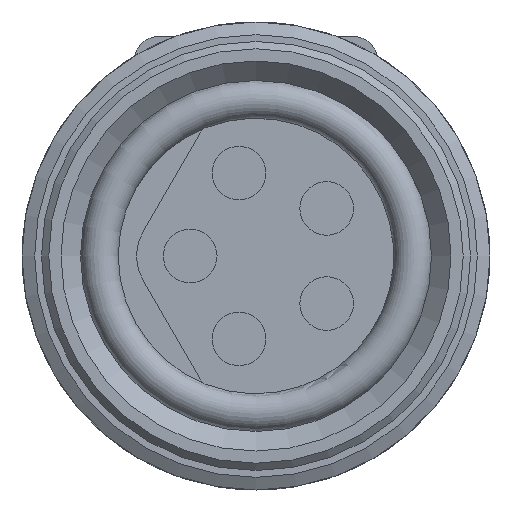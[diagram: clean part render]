
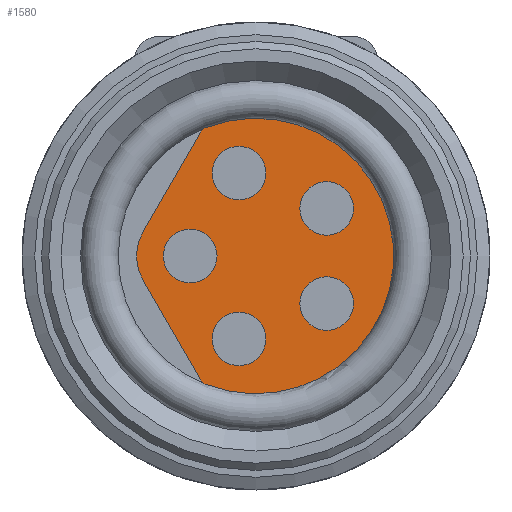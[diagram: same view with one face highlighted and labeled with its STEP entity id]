
A CAD part, front view. The second image highlights one B-rep face of the part: STEP entity #1580.
In plain terms, the highlighted planar face has unit normal (0, -1, 0).
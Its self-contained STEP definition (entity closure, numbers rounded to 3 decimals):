
#637=LINE('',#9979,#985);
#642=LINE('',#9993,#990);
#985=VECTOR('',#7220,1.);
#990=VECTOR('',#7233,1.);
#1311=PLANE('',#5964);
#1580=ADVANCED_FACE('',(#1950,#1951,#1952,#1953,#1954,#1955),#1311,.F.);
#1950=FACE_BOUND('',#2299,.T.);
#1951=FACE_BOUND('',#2300,.T.);
#1952=FACE_BOUND('',#2301,.T.);
#1953=FACE_BOUND('',#2302,.T.);
#1954=FACE_BOUND('',#2303,.T.);
#1955=FACE_BOUND('',#2304,.T.);
#2299=EDGE_LOOP('',(#3440));
#2300=EDGE_LOOP('',(#3441));
#2301=EDGE_LOOP('',(#3442));
#2302=EDGE_LOOP('',(#3443));
#2303=EDGE_LOOP('',(#3444));
#2304=EDGE_LOOP('',(#3445,#3446,#3447,#3448,#3449,#3450));
#3440=ORIENTED_EDGE('',*,*,#4987,.F.);
#3441=ORIENTED_EDGE('',*,*,#4986,.F.);
#3442=ORIENTED_EDGE('',*,*,#4985,.F.);
#3443=ORIENTED_EDGE('',*,*,#4984,.F.);
#3444=ORIENTED_EDGE('',*,*,#4983,.F.);
#3445=ORIENTED_EDGE('',*,*,#4997,.T.);
#3446=ORIENTED_EDGE('',*,*,#4998,.T.);
#3447=ORIENTED_EDGE('',*,*,#4999,.F.);
#3448=ORIENTED_EDGE('',*,*,#5000,.T.);
#3449=ORIENTED_EDGE('',*,*,#4990,.T.);
#3450=ORIENTED_EDGE('',*,*,#4994,.T.);
#4308=VERTEX_POINT('',#9960);
#4309=VERTEX_POINT('',#9963);
#4310=VERTEX_POINT('',#9966);
#4311=VERTEX_POINT('',#9969);
#4312=VERTEX_POINT('',#9972);
#4315=VERTEX_POINT('',#9978);
#4316=VERTEX_POINT('',#9980);
#4318=VERTEX_POINT('',#9986);
#4320=VERTEX_POINT('',#9992);
#4321=VERTEX_POINT('',#9996);
#4322=VERTEX_POINT('',#9998);
#4983=EDGE_CURVE('',#4308,#4308,#5446,.T.);
#4984=EDGE_CURVE('',#4309,#4309,#5447,.T.);
#4985=EDGE_CURVE('',#4310,#4310,#5448,.T.);
#4986=EDGE_CURVE('',#4311,#4311,#5449,.T.);
#4987=EDGE_CURVE('',#4312,#4312,#5450,.T.);
#4990=EDGE_CURVE('',#4316,#4315,#637,.T.);
#4994=EDGE_CURVE('',#4315,#4318,#5452,.T.);
#4997=EDGE_CURVE('',#4318,#4320,#642,.T.);
#4998=EDGE_CURVE('',#4320,#4321,#5453,.T.);
#4999=EDGE_CURVE('',#4322,#4321,#5454,.T.);
#5000=EDGE_CURVE('',#4322,#4316,#5455,.T.);
#5446=CIRCLE('',#5946,0.55);
#5447=CIRCLE('',#5948,0.55);
#5448=CIRCLE('',#5950,0.55);
#5449=CIRCLE('',#5952,0.55);
#5450=CIRCLE('',#5954,0.55);
#5452=CIRCLE('',#5958,1.);
#5453=CIRCLE('',#5961,0.2);
#5454=CIRCLE('',#5962,2.825);
#5455=CIRCLE('',#5963,0.2);
#5946=AXIS2_PLACEMENT_3D('',#9959,#7198,#7199);
#5948=AXIS2_PLACEMENT_3D('',#9962,#7202,#7203);
#5950=AXIS2_PLACEMENT_3D('',#9965,#7206,#7207);
#5952=AXIS2_PLACEMENT_3D('',#9968,#7210,#7211);
#5954=AXIS2_PLACEMENT_3D('',#9971,#7214,#7215);
#5958=AXIS2_PLACEMENT_3D('',#9987,#7227,#7228);
#5961=AXIS2_PLACEMENT_3D('',#9995,#7236,#7237);
#5962=AXIS2_PLACEMENT_3D('',#9997,#7238,#7239);
#5963=AXIS2_PLACEMENT_3D('',#9999,#7240,#7241);
#5964=AXIS2_PLACEMENT_3D('',#10000,#7242,#7243);
#7198=DIRECTION('',(0.,-1.,0.));
#7199=DIRECTION('',(0.,0.,-1.));
#7202=DIRECTION('',(0.,-1.,0.));
#7203=DIRECTION('',(0.,0.,-1.));
#7206=DIRECTION('',(0.,-1.,0.));
#7207=DIRECTION('',(0.,0.,-1.));
#7210=DIRECTION('',(0.,-1.,0.));
#7211=DIRECTION('',(0.,0.,-1.));
#7214=DIRECTION('',(0.,-1.,0.));
#7215=DIRECTION('',(0.,0.,-1.));
#7220=DIRECTION('',(-0.5,0.,-0.866));
#7227=DIRECTION('',(0.,-1.,0.));
#7228=DIRECTION('',(0.,0.,-1.));
#7233=DIRECTION('',(0.5,0.,-0.866));
#7236=DIRECTION('',(0.,-1.,0.));
#7237=DIRECTION('',(1.,0.,0.));
#7238=DIRECTION('',(0.,1.,0.));
#7239=DIRECTION('',(1.,0.,0.));
#7240=DIRECTION('',(0.,-1.,0.));
#7241=DIRECTION('',(1.,0.,0.));
#7242=DIRECTION('',(0.,1.,0.));
#7243=DIRECTION('',(-1.,0.,0.));
#9959=CARTESIAN_POINT('',(48.65,-7.55,50.35));
#9960=CARTESIAN_POINT('',(48.65,-7.55,49.8));
#9962=CARTESIAN_POINT('',(51.45,-7.55,49.375));
#9963=CARTESIAN_POINT('',(51.45,-7.55,48.825));
#9965=CARTESIAN_POINT('',(51.45,-7.55,51.325));
#9966=CARTESIAN_POINT('',(51.45,-7.55,50.775));
#9968=CARTESIAN_POINT('',(49.65,-7.55,52.05));
#9969=CARTESIAN_POINT('',(49.65,-7.55,51.5));
#9971=CARTESIAN_POINT('',(49.65,-7.55,48.65));
#9972=CARTESIAN_POINT('',(49.65,-7.55,48.1));
#9978=CARTESIAN_POINT('',(47.684,-7.55,50.85));
#9979=CARTESIAN_POINT('',(48.897,-7.55,52.951));
#9980=CARTESIAN_POINT('',(48.863,-7.55,52.892));
#9986=CARTESIAN_POINT('',(47.684,-7.55,49.85));
#9987=CARTESIAN_POINT('',(48.55,-7.55,50.35));
#9992=CARTESIAN_POINT('',(48.863,-7.55,47.808));
#9993=CARTESIAN_POINT('',(47.684,-7.55,49.85));
#9995=CARTESIAN_POINT('',(49.036,-7.55,47.908));
#9996=CARTESIAN_POINT('',(48.962,-7.55,47.722));
#9997=CARTESIAN_POINT('',(50.,-7.55,50.35));
#9998=CARTESIAN_POINT('',(48.962,-7.55,52.978));
#9999=CARTESIAN_POINT('',(49.036,-7.55,52.792));
#10000=CARTESIAN_POINT('',(50.,-7.55,50.35));
